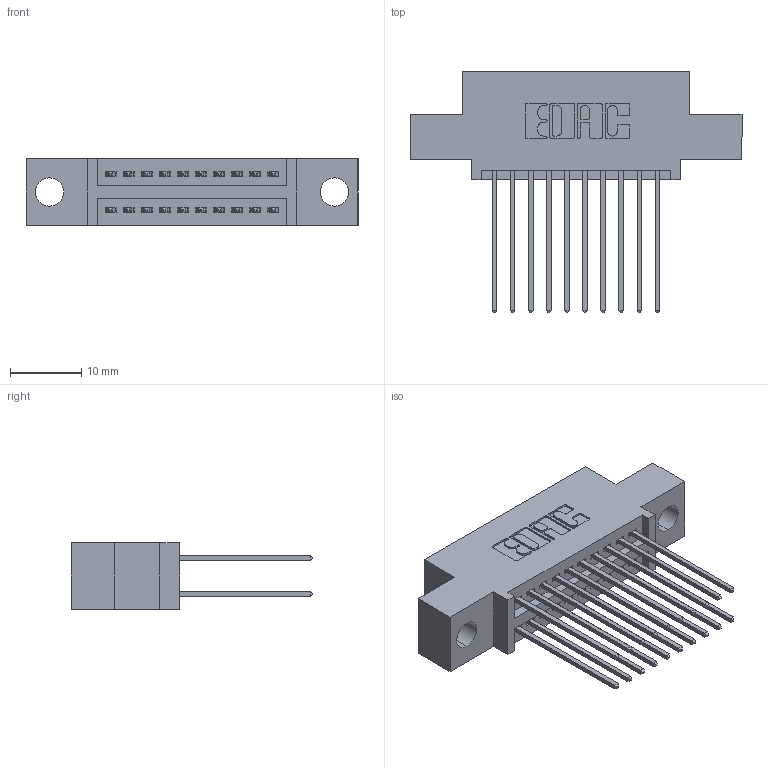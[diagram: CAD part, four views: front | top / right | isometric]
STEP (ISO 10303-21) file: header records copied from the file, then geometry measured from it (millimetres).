
FILE_DESCRIPTION (( 'STEP AP203' ), '1' );
FILE_NAME ('345-020-541-504.STEP', '2018-08-20T05:07:57', ( '' ), ( '' ), 'SwSTEP 2.0', 'SolidWorks 2016', '' );
FILE_SCHEMA (( 'CONFIG_CONTROL_DESIGN' ));
Length unit declared in the file: inch
Products named in the file (3): 345 Part_0.110 Offset - 0.156 Dia-TH; 345-292-001_345-293-141; 345-020-541-504
Assembly tree (21 placements, depth 2):
  345-020-541-504
    345 Part_0.110 Offset - 0.156 Dia-TH
    345-292-001_345-293-141  x20
Bounding box: 46.61 x 33.96 x 9.4 mm (x, y, z)
Volume: 4184.1 mm3; surface area: 6012.5 mm2
Topology: 21 solids, 21 shells, 1130 faces, 3333 edges, 2194 vertices
Faces by surface type: plane 744, cylinder 386
Entity records: 12307 total; most frequent: CARTESIAN_POINT 2096, ORIENTED_EDGE 2030, DIRECTION 1887, EDGE_CURVE 1015, LINE 843, VECTOR 843, VERTEX_POINT 674, AXIS2_PLACEMENT_3D 522
